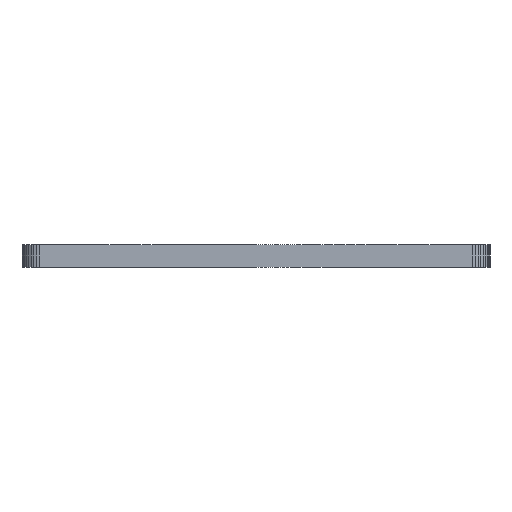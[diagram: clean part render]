
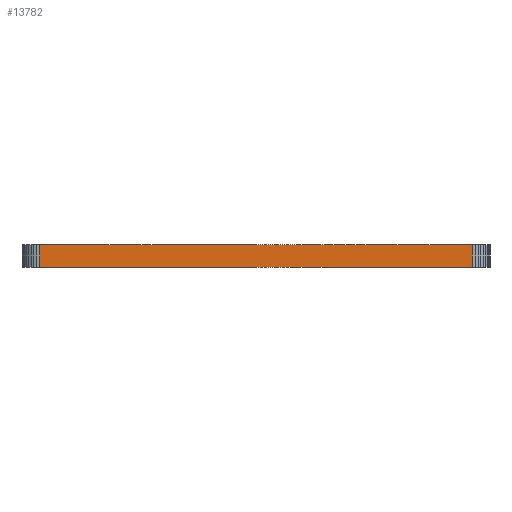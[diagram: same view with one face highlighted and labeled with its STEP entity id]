
A CAD part, left-side view. The second image highlights one B-rep face of the part: STEP entity #13782.
In plain terms, the highlighted planar face has unit normal (-1, 0, 0).
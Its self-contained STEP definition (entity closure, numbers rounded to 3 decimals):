
#90 = PLANE('',#91);
#91 = AXIS2_PLACEMENT_3D('',#92,#93,#94);
#92 = CARTESIAN_POINT('',(148.501,-105.004,1.6));
#93 = DIRECTION('',(-0.,-0.,-1.));
#94 = DIRECTION('',(-1.,0.,0.));
#144 = PLANE('',#145);
#145 = AXIS2_PLACEMENT_3D('',#146,#147,#148);
#146 = CARTESIAN_POINT('',(148.501,-105.004,0.));
#147 = DIRECTION('',(-0.,-0.,-1.));
#148 = DIRECTION('',(-1.,0.,0.));
#1009 = VERTEX_POINT('',#1010);
#1010 = CARTESIAN_POINT('',(125.641,-120.244,0.));
#1024 = PLANE('',#1025);
#1025 = AXIS2_PLACEMENT_3D('',#1026,#1027,#1028);
#1026 = CARTESIAN_POINT('',(125.66,-120.464,0.));
#1027 = DIRECTION('',(-0.996,-0.087,0.));
#1028 = DIRECTION('',(-0.087,0.996,0.));
#1036 = EDGE_CURVE('',#1009,#1037,#1039,.T.);
#1037 = VERTEX_POINT('',#1038);
#1038 = CARTESIAN_POINT('',(125.641,-89.764,0.));
#1039 = SURFACE_CURVE('',#1040,(#1044,#1051),.PCURVE_S1.);
#1040 = LINE('',#1041,#1042);
#1041 = CARTESIAN_POINT('',(125.641,-120.244,0.));
#1042 = VECTOR('',#1043,1.);
#1043 = DIRECTION('',(0.,1.,0.));
#1044 = PCURVE('',#144,#1045);
#1045 = DEFINITIONAL_REPRESENTATION('',(#1046),#1050);
#1046 = LINE('',#1047,#1048);
#1047 = CARTESIAN_POINT('',(22.86,-15.24));
#1048 = VECTOR('',#1049,1.);
#1049 = DIRECTION('',(0.,1.));
#1050 = ( GEOMETRIC_REPRESENTATION_CONTEXT(2) 
PARAMETRIC_REPRESENTATION_CONTEXT() REPRESENTATION_CONTEXT('2D SPACE',''
  ) );
#1051 = PCURVE('',#1052,#1057);
#1052 = PLANE('',#1053);
#1053 = AXIS2_PLACEMENT_3D('',#1054,#1055,#1056);
#1054 = CARTESIAN_POINT('',(125.641,-120.244,0.));
#1055 = DIRECTION('',(-1.,0.,0.));
#1056 = DIRECTION('',(0.,1.,0.));
#1057 = DEFINITIONAL_REPRESENTATION('',(#1058),#1062);
#1058 = LINE('',#1059,#1060);
#1059 = CARTESIAN_POINT('',(0.,0.));
#1060 = VECTOR('',#1061,1.);
#1061 = DIRECTION('',(1.,0.));
#1062 = ( GEOMETRIC_REPRESENTATION_CONTEXT(2) 
PARAMETRIC_REPRESENTATION_CONTEXT() REPRESENTATION_CONTEXT('2D SPACE',''
  ) );
#1080 = PLANE('',#1081);
#1081 = AXIS2_PLACEMENT_3D('',#1082,#1083,#1084);
#1082 = CARTESIAN_POINT('',(125.641,-89.764,0.));
#1083 = DIRECTION('',(-0.996,0.087,0.));
#1084 = DIRECTION('',(0.087,0.996,0.));
#7869 = VERTEX_POINT('',#7870);
#7870 = CARTESIAN_POINT('',(125.641,-120.244,1.6));
#7891 = EDGE_CURVE('',#7869,#7892,#7894,.T.);
#7892 = VERTEX_POINT('',#7893);
#7893 = CARTESIAN_POINT('',(125.641,-89.764,1.6));
#7894 = SURFACE_CURVE('',#7895,(#7899,#7906),.PCURVE_S1.);
#7895 = LINE('',#7896,#7897);
#7896 = CARTESIAN_POINT('',(125.641,-120.244,1.6));
#7897 = VECTOR('',#7898,1.);
#7898 = DIRECTION('',(0.,1.,0.));
#7899 = PCURVE('',#90,#7900);
#7900 = DEFINITIONAL_REPRESENTATION('',(#7901),#7905);
#7901 = LINE('',#7902,#7903);
#7902 = CARTESIAN_POINT('',(22.86,-15.24));
#7903 = VECTOR('',#7904,1.);
#7904 = DIRECTION('',(0.,1.));
#7905 = ( GEOMETRIC_REPRESENTATION_CONTEXT(2) 
PARAMETRIC_REPRESENTATION_CONTEXT() REPRESENTATION_CONTEXT('2D SPACE',''
  ) );
#7906 = PCURVE('',#1052,#7907);
#7907 = DEFINITIONAL_REPRESENTATION('',(#7908),#7912);
#7908 = LINE('',#7909,#7910);
#7909 = CARTESIAN_POINT('',(0.,-1.6));
#7910 = VECTOR('',#7911,1.);
#7911 = DIRECTION('',(1.,0.));
#7912 = ( GEOMETRIC_REPRESENTATION_CONTEXT(2) 
PARAMETRIC_REPRESENTATION_CONTEXT() REPRESENTATION_CONTEXT('2D SPACE',''
  ) );
#13732 = EDGE_CURVE('',#1037,#7892,#13733,.T.);
#13733 = SURFACE_CURVE('',#13734,(#13738,#13745),.PCURVE_S1.);
#13734 = LINE('',#13735,#13736);
#13735 = CARTESIAN_POINT('',(125.641,-89.764,0.));
#13736 = VECTOR('',#13737,1.);
#13737 = DIRECTION('',(0.,0.,1.));
#13738 = PCURVE('',#1080,#13739);
#13739 = DEFINITIONAL_REPRESENTATION('',(#13740),#13744);
#13740 = LINE('',#13741,#13742);
#13741 = CARTESIAN_POINT('',(0.,0.));
#13742 = VECTOR('',#13743,1.);
#13743 = DIRECTION('',(0.,-1.));
#13744 = ( GEOMETRIC_REPRESENTATION_CONTEXT(2) 
PARAMETRIC_REPRESENTATION_CONTEXT() REPRESENTATION_CONTEXT('2D SPACE',''
  ) );
#13745 = PCURVE('',#1052,#13746);
#13746 = DEFINITIONAL_REPRESENTATION('',(#13747),#13751);
#13747 = LINE('',#13748,#13749);
#13748 = CARTESIAN_POINT('',(30.48,0.));
#13749 = VECTOR('',#13750,1.);
#13750 = DIRECTION('',(0.,-1.));
#13751 = ( GEOMETRIC_REPRESENTATION_CONTEXT(2) 
PARAMETRIC_REPRESENTATION_CONTEXT() REPRESENTATION_CONTEXT('2D SPACE',''
  ) );
#13782 = ADVANCED_FACE('',(#13783),#1052,.T.);
#13783 = FACE_BOUND('',#13784,.T.);
#13784 = EDGE_LOOP('',(#13785,#13806,#13807,#13808));
#13785 = ORIENTED_EDGE('',*,*,#13786,.T.);
#13786 = EDGE_CURVE('',#1009,#7869,#13787,.T.);
#13787 = SURFACE_CURVE('',#13788,(#13792,#13799),.PCURVE_S1.);
#13788 = LINE('',#13789,#13790);
#13789 = CARTESIAN_POINT('',(125.641,-120.244,0.));
#13790 = VECTOR('',#13791,1.);
#13791 = DIRECTION('',(0.,0.,1.));
#13792 = PCURVE('',#1052,#13793);
#13793 = DEFINITIONAL_REPRESENTATION('',(#13794),#13798);
#13794 = LINE('',#13795,#13796);
#13795 = CARTESIAN_POINT('',(0.,0.));
#13796 = VECTOR('',#13797,1.);
#13797 = DIRECTION('',(0.,-1.));
#13798 = ( GEOMETRIC_REPRESENTATION_CONTEXT(2) 
PARAMETRIC_REPRESENTATION_CONTEXT() REPRESENTATION_CONTEXT('2D SPACE',''
  ) );
#13799 = PCURVE('',#1024,#13800);
#13800 = DEFINITIONAL_REPRESENTATION('',(#13801),#13805);
#13801 = LINE('',#13802,#13803);
#13802 = CARTESIAN_POINT('',(0.221,0.));
#13803 = VECTOR('',#13804,1.);
#13804 = DIRECTION('',(0.,-1.));
#13805 = ( GEOMETRIC_REPRESENTATION_CONTEXT(2) 
PARAMETRIC_REPRESENTATION_CONTEXT() REPRESENTATION_CONTEXT('2D SPACE',''
  ) );
#13806 = ORIENTED_EDGE('',*,*,#7891,.T.);
#13807 = ORIENTED_EDGE('',*,*,#13732,.F.);
#13808 = ORIENTED_EDGE('',*,*,#1036,.F.);
